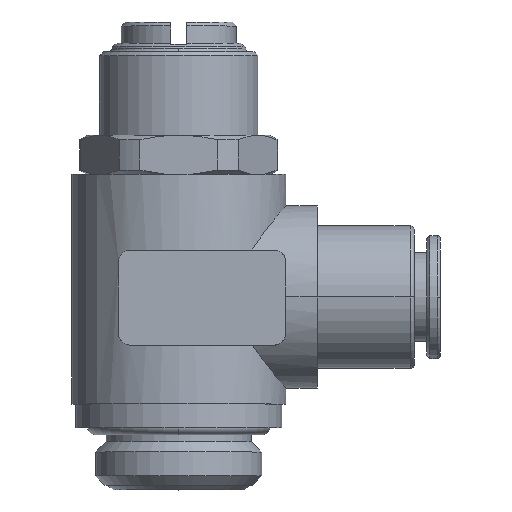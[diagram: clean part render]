
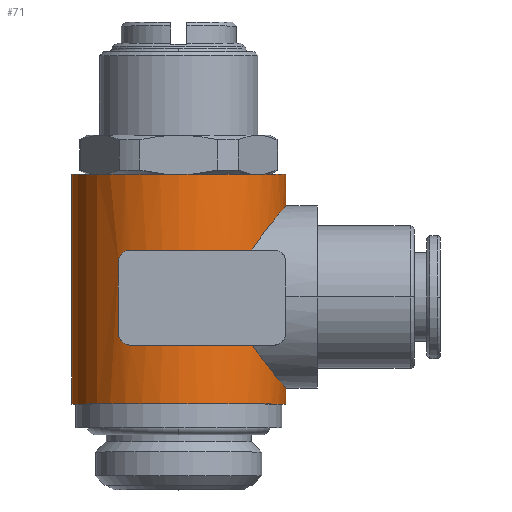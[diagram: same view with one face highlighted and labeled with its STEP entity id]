
A CAD part, top view. The second image highlights one B-rep face of the part: STEP entity #71.
In plain terms, the highlighted cylindrical face has radius 13.5 mm (diameter 27 mm), a partial arc.
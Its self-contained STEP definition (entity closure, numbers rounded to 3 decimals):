
#71=ADVANCED_FACE('',(#227),#228,.T.);
#227=FACE_OUTER_BOUND('',#498,.T.);
#228=CYLINDRICAL_SURFACE('',#499,13.5);
#498=EDGE_LOOP('',(#907,#908,#909,#910,#911,#912,#913,#914,#915,#916,#917,#918,#919,#920));
#499=AXIS2_PLACEMENT_3D('',#921,#922,#923);
#907=ORIENTED_EDGE('',*,*,#1854,.F.);
#908=ORIENTED_EDGE('',*,*,#1855,.T.);
#909=ORIENTED_EDGE('',*,*,#1856,.F.);
#910=ORIENTED_EDGE('',*,*,#1857,.T.);
#911=ORIENTED_EDGE('',*,*,#1858,.T.);
#912=ORIENTED_EDGE('',*,*,#1859,.T.);
#913=ORIENTED_EDGE('',*,*,#1860,.T.);
#914=ORIENTED_EDGE('',*,*,#1861,.T.);
#915=ORIENTED_EDGE('',*,*,#1862,.T.);
#916=ORIENTED_EDGE('',*,*,#1863,.T.);
#917=ORIENTED_EDGE('',*,*,#1864,.T.);
#918=ORIENTED_EDGE('',*,*,#1841,.T.);
#919=ORIENTED_EDGE('',*,*,#1865,.F.);
#920=ORIENTED_EDGE('',*,*,#1866,.F.);
#921=CARTESIAN_POINT('',(0.0,25.326,0.0));
#922=DIRECTION('',(0.0,1.0,0.0));
#923=DIRECTION('',(-1.0,0.0,0.0));
#1841=EDGE_CURVE('',#2235,#2233,#2236,.T.);
#1854=EDGE_CURVE('',#2259,#2260,#2261,.T.);
#1855=EDGE_CURVE('',#2259,#2262,#2263,.T.);
#1856=EDGE_CURVE('',#2264,#2262,#2265,.T.);
#1857=EDGE_CURVE('',#2264,#2266,#2267,.T.);
#1858=EDGE_CURVE('',#2266,#2268,#2269,.T.);
#1859=EDGE_CURVE('',#2268,#2270,#2271,.T.);
#1860=EDGE_CURVE('',#2270,#2272,#2273,.T.);
#1861=EDGE_CURVE('',#2272,#2274,#2275,.T.);
#1862=EDGE_CURVE('',#2274,#2276,#2277,.T.);
#1863=EDGE_CURVE('',#2276,#2278,#2279,.T.);
#1864=EDGE_CURVE('',#2278,#2235,#2280,.T.);
#1865=EDGE_CURVE('',#2281,#2233,#2282,.T.);
#1866=EDGE_CURVE('',#2260,#2281,#2283,.T.);
#2233=VERTEX_POINT('',#2863);
#2235=VERTEX_POINT('',#2878);
#2236=B_SPLINE_CURVE_WITH_KNOTS('',3,(#2879,#2880,#2881,#2882,#2883,#2884,#2885,#2886,#2887,#2888,#2889,#2890,#2891,#2892),.UNSPECIFIED.,.F.,.F.,(4,2,2,2,2,2,4),(44.358,45.056,47.475,49.78,52.085,54.391,56.696),.UNSPECIFIED.);
#2259=VERTEX_POINT('',#2934);
#2260=VERTEX_POINT('',#2935);
#2261=LINE('',#2936,#2937);
#2262=VERTEX_POINT('',#2938);
#2263=CIRCLE('',#2939,13.5);
#2264=VERTEX_POINT('',#2940);
#2265=LINE('',#2941,#2942);
#2266=VERTEX_POINT('',#2943);
#2267=B_SPLINE_CURVE_WITH_KNOTS('',3,(#2944,#2945,#2946,#2947,#2948,#2949,#2950,#2951,#2952,#2953,#2954,#2955,#2956,#2957),.UNSPECIFIED.,.F.,.F.,(4,2,2,2,2,2,4),(18.899,21.204,23.509,25.814,28.119,30.538,31.034),.UNSPECIFIED.);
#2268=VERTEX_POINT('',#2958);
#2269=CIRCLE('',#2959,13.5);
#2270=VERTEX_POINT('',#2960);
#2271=CIRCLE('',#2961,13.5);
#2272=VERTEX_POINT('',#2962);
#2273=B_SPLINE_CURVE_WITH_KNOTS('',3,(#2963,#2964,#2965,#2966,#2967,#2968,#2969,#2970,#2971,#2972,#2973,#2974,#2975,#2976,#2977,#2978),.UNSPECIFIED.,.F.,.F.,(4,2,2,2,2,2,2,4),(2.056,2.368,3.023,3.678,4.243,4.526,4.809,5.091),.UNSPECIFIED.);
#2274=VERTEX_POINT('',#2979);
#2275=LINE('',#2980,#2981);
#2276=VERTEX_POINT('',#2982);
#2277=B_SPLINE_CURVE_WITH_KNOTS('',3,(#2983,#2984,#2985,#2986,#2987,#2988,#2989,#2990,#2991,#2992,#2993,#2994,#2995,#2996,#2997,#2998,#2999),.UNSPECIFIED.,.F.,.F.,(4,3,2,2,2,2,2,4),(-0.283,0.0,0.283,0.565,1.131,1.786,2.441,2.752),.UNSPECIFIED.);
#2278=VERTEX_POINT('',#3000);
#2279=CIRCLE('',#3001,13.5);
#2280=CIRCLE('',#3002,13.5);
#2281=VERTEX_POINT('',#3003);
#2282=LINE('',#3004,#3005);
#2283=CIRCLE('',#3006,13.5);
#2863=CARTESIAN_POINT('',(13.5,35.826,0.));
#2878=CARTESIAN_POINT('',(9.223,30.247,9.858));
#2879=CARTESIAN_POINT('',(9.223,30.247,9.858));
#2880=CARTESIAN_POINT('',(9.34,30.43,9.749));
#2881=CARTESIAN_POINT('',(9.458,30.609,9.634));
#2882=CARTESIAN_POINT('',(9.987,31.392,9.102));
#2883=CARTESIAN_POINT('',(10.396,31.954,8.635));
#2884=CARTESIAN_POINT('',(11.138,32.937,7.652));
#2885=CARTESIAN_POINT('',(11.499,33.398,7.106));
#2886=CARTESIAN_POINT('',(12.164,34.227,5.896));
#2887=CARTESIAN_POINT('',(12.467,34.595,5.232));
#2888=CARTESIAN_POINT('',(12.969,35.198,3.824));
#2889=CARTESIAN_POINT('',(13.167,35.434,3.077));
#2890=CARTESIAN_POINT('',(13.433,35.748,1.55));
#2891=CARTESIAN_POINT('',(13.5,35.826,0.768));
#2892=CARTESIAN_POINT('',(13.5,35.826,0.));
#2934=CARTESIAN_POINT('',(-13.5,10.826,0.0));
#2935=CARTESIAN_POINT('',(-13.5,39.826,0.0));
#2936=CARTESIAN_POINT('',(-13.5,25.326,0.));
#2937=VECTOR('',#4110,1.0);
#2938=CARTESIAN_POINT('',(13.5,10.826,0.));
#2939=AXIS2_PLACEMENT_3D('',#4111,#4112,#4113);
#2940=CARTESIAN_POINT('',(13.5,12.826,0.));
#2941=CARTESIAN_POINT('',(13.5,25.326,0.));
#2942=VECTOR('',#4114,1.0);
#2943=CARTESIAN_POINT('',(9.325,18.247,9.762));
#2944=CARTESIAN_POINT('',(13.5,12.826,0.));
#2945=CARTESIAN_POINT('',(13.5,12.826,0.768));
#2946=CARTESIAN_POINT('',(13.433,12.904,1.55));
#2947=CARTESIAN_POINT('',(13.167,13.218,3.077));
#2948=CARTESIAN_POINT('',(12.969,13.453,3.824));
#2949=CARTESIAN_POINT('',(12.467,14.056,5.232));
#2950=CARTESIAN_POINT('',(12.164,14.425,5.896));
#2951=CARTESIAN_POINT('',(11.499,15.254,7.106));
#2952=CARTESIAN_POINT('',(11.138,15.715,7.652));
#2953=CARTESIAN_POINT('',(10.396,16.697,8.635));
#2954=CARTESIAN_POINT('',(9.987,17.259,9.102));
#2955=CARTESIAN_POINT('',(9.493,17.992,9.6));
#2956=CARTESIAN_POINT('',(9.408,18.119,9.682));
#2957=CARTESIAN_POINT('',(9.325,18.247,9.762));
#2958=CARTESIAN_POINT('',(0.0,18.247,13.5));
#2959=AXIS2_PLACEMENT_3D('',#4115,#4116,#4117);
#2960=CARTESIAN_POINT('',(-6.1,18.247,12.043));
#2961=AXIS2_PLACEMENT_3D('',#4118,#4119,#4120);
#2962=CARTESIAN_POINT('',(-7.6,19.747,11.158));
#2963=CARTESIAN_POINT('',(-5.814,18.275,12.184));
#2964=CARTESIAN_POINT('',(-5.911,18.256,12.138));
#2965=CARTESIAN_POINT('',(-6.007,18.247,12.09));
#2966=CARTESIAN_POINT('',(-6.295,18.247,11.945));
#2967=CARTESIAN_POINT('',(-6.501,18.287,11.834));
#2968=CARTESIAN_POINT('',(-6.88,18.449,11.617));
#2969=CARTESIAN_POINT('',(-7.053,18.572,11.512));
#2970=CARTESIAN_POINT('',(-7.31,18.843,11.351));
#2971=CARTESIAN_POINT('',(-7.417,19.003,11.28));
#2972=CARTESIAN_POINT('',(-7.526,19.272,11.208));
#2973=CARTESIAN_POINT('',(-7.554,19.366,11.189));
#2974=CARTESIAN_POINT('',(-7.591,19.556,11.164));
#2975=CARTESIAN_POINT('',(-7.6,19.653,11.158));
#2976=CARTESIAN_POINT('',(-7.6,19.841,11.158));
#2977=CARTESIAN_POINT('',(-7.591,19.938,11.164));
#2978=CARTESIAN_POINT('',(-7.572,20.033,11.176));
#2979=CARTESIAN_POINT('',(-7.6,28.747,11.158));
#2980=CARTESIAN_POINT('',(-7.6,24.247,11.158));
#2981=VECTOR('',#4121,1.0);
#2982=CARTESIAN_POINT('',(-6.1,30.247,12.043));
#2983=CARTESIAN_POINT('',(-7.572,28.461,11.176));
#2984=CARTESIAN_POINT('',(-7.591,28.556,11.164));
#2985=CARTESIAN_POINT('',(-7.6,28.653,11.158));
#2986=CARTESIAN_POINT('',(-7.6,28.747,11.158));
#2987=CARTESIAN_POINT('',(-7.6,28.841,11.158));
#2988=CARTESIAN_POINT('',(-7.591,28.938,11.164));
#2989=CARTESIAN_POINT('',(-7.554,29.129,11.189));
#2990=CARTESIAN_POINT('',(-7.526,29.223,11.208));
#2991=CARTESIAN_POINT('',(-7.417,29.491,11.28));
#2992=CARTESIAN_POINT('',(-7.31,29.651,11.351));
#2993=CARTESIAN_POINT('',(-7.053,29.922,11.512));
#2994=CARTESIAN_POINT('',(-6.88,30.045,11.617));
#2995=CARTESIAN_POINT('',(-6.501,30.207,11.834));
#2996=CARTESIAN_POINT('',(-6.295,30.247,11.945));
#2997=CARTESIAN_POINT('',(-6.007,30.247,12.09));
#2998=CARTESIAN_POINT('',(-5.911,30.238,12.138));
#2999=CARTESIAN_POINT('',(-5.814,30.219,12.184));
#3000=CARTESIAN_POINT('',(0.0,30.247,13.5));
#3001=AXIS2_PLACEMENT_3D('',#4122,#4123,#4124);
#3002=AXIS2_PLACEMENT_3D('',#4125,#4126,#4127);
#3003=CARTESIAN_POINT('',(13.5,39.826,0.));
#3004=CARTESIAN_POINT('',(13.5,25.326,0.));
#3005=VECTOR('',#4128,1.0);
#3006=AXIS2_PLACEMENT_3D('',#4129,#4130,#4131);
#4110=DIRECTION('',(0.0,1.0,0.0));
#4111=CARTESIAN_POINT('',(0.0,10.826,0.0));
#4112=DIRECTION('',(0.0,1.0,0.0));
#4113=DIRECTION('',(-1.0,0.0,0.0));
#4114=DIRECTION('',(-0.0,-1.0,-0.0));
#4115=CARTESIAN_POINT('',(0.0,18.247,0.0));
#4116=DIRECTION('',(-0.0,-1.0,-0.0));
#4117=DIRECTION('',(-1.0,0.0,0.0));
#4118=CARTESIAN_POINT('',(0.0,18.247,0.0));
#4119=DIRECTION('',(-0.0,-1.0,-0.0));
#4120=DIRECTION('',(-1.0,0.0,0.0));
#4121=DIRECTION('',(0.0,1.0,0.0));
#4122=CARTESIAN_POINT('',(0.0,30.247,0.0));
#4123=DIRECTION('',(0.0,1.0,-0.0));
#4124=DIRECTION('',(-1.0,0.0,0.0));
#4125=CARTESIAN_POINT('',(0.0,30.247,0.0));
#4126=DIRECTION('',(0.0,1.0,-0.0));
#4127=DIRECTION('',(-1.0,0.0,0.0));
#4128=DIRECTION('',(-0.0,-1.0,-0.0));
#4129=CARTESIAN_POINT('',(0.0,39.826,0.0));
#4130=DIRECTION('',(0.0,1.0,0.0));
#4131=DIRECTION('',(-1.0,0.0,0.0));
